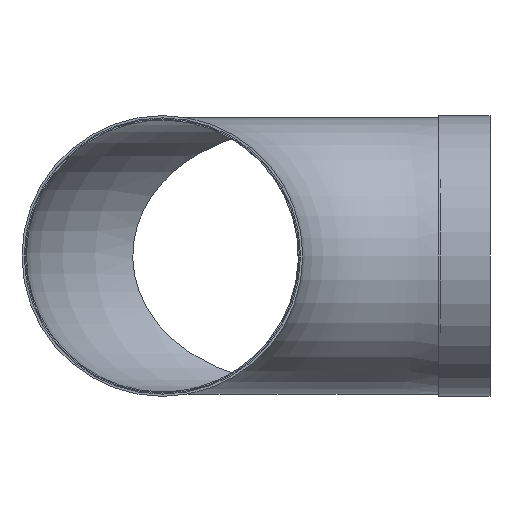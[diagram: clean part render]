
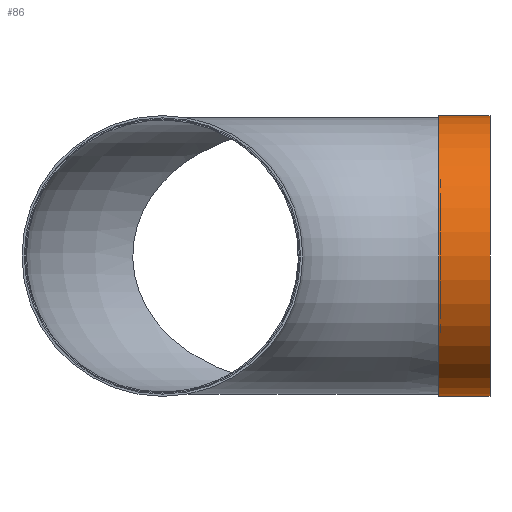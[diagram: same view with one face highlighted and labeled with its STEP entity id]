
A CAD part, left-side view. The second image highlights one B-rep face of the part: STEP entity #86.
In plain terms, the highlighted cylindrical face has radius 114.3 mm (diameter 228.6 mm), a full revolution.
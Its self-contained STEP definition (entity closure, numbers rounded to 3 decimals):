
#86 = ADVANCED_FACE( '', ( #179, #180 ), #181, .T. );
#179 = FACE_OUTER_BOUND( '', #285, .T. );
#180 = FACE_OUTER_BOUND( '', #286, .T. );
#181 = CYLINDRICAL_SURFACE( '', #287, 114.3 );
#285 = EDGE_LOOP( '', ( #398 ) );
#286 = EDGE_LOOP( '', ( #399 ) );
#287 = AXIS2_PLACEMENT_3D( '', #400, #401, #402 );
#398 = ORIENTED_EDGE( '', *, *, #521, .T. );
#399 = ORIENTED_EDGE( '', *, *, #518, .F. );
#400 = CARTESIAN_POINT( '', ( 0., 0., 0. ) );
#401 = DIRECTION( '', ( 0., 1., 0. ) );
#402 = DIRECTION( '', ( 0., 0., -1. ) );
#518 = EDGE_CURVE( '', #582, #582, #583, .T. );
#521 = EDGE_CURVE( '', #587, #587, #588, .T. );
#582 = VERTEX_POINT( '', #1341 );
#583 = CIRCLE( '', #1342, 114.3 );
#587 = VERTEX_POINT( '', #1346 );
#588 = CIRCLE( '', #1347, 114.3 );
#1341 = CARTESIAN_POINT( '', ( 0., 0., -114.3 ) );
#1342 = AXIS2_PLACEMENT_3D( '', #1717, #1718, #1719 );
#1346 = CARTESIAN_POINT( '', ( 0., 41.8, -114.3 ) );
#1347 = AXIS2_PLACEMENT_3D( '', #1723, #1724, #1725 );
#1717 = CARTESIAN_POINT( '', ( 0., 0., 0. ) );
#1718 = DIRECTION( '', ( 0., -1., 0. ) );
#1719 = DIRECTION( '', ( 0., 0., -1. ) );
#1723 = CARTESIAN_POINT( '', ( 0., 41.8, 0. ) );
#1724 = DIRECTION( '', ( 0., -1., 0. ) );
#1725 = DIRECTION( '', ( 0., 0., -1. ) );
